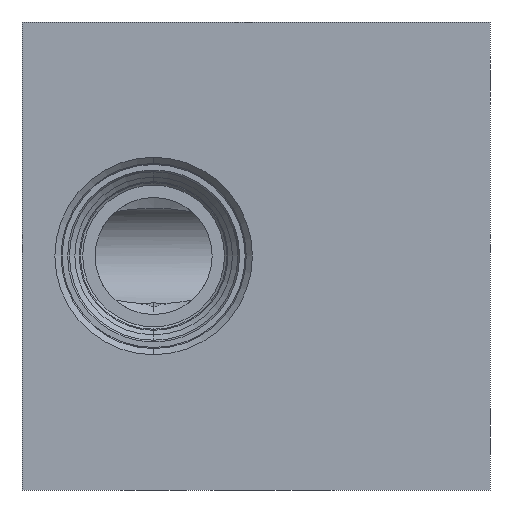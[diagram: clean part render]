
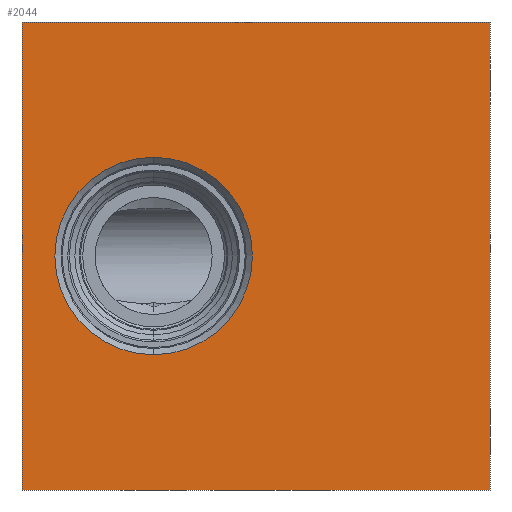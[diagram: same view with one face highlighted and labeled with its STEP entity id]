
A CAD part, front view. The second image highlights one B-rep face of the part: STEP entity #2044.
In plain terms, the highlighted planar face has unit normal (0, -1, 0).
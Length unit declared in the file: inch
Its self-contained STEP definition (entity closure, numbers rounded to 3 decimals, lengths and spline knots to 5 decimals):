
#5=DIRECTION('',(1.,0.,0.));
#6=VECTOR('',#5,4.);
#7=CARTESIAN_POINT('',(0.,-5.5,0.));
#8=LINE('',#7,#6);
#75=DIRECTION('',(0.,0.,1.));
#76=VECTOR('',#75,4.);
#77=CARTESIAN_POINT('',(4.,-5.5,0.));
#78=LINE('',#77,#76);
#99=DIRECTION('',(0.,0.,1.));
#100=VECTOR('',#99,4.);
#101=CARTESIAN_POINT('',(0.,-5.5,0.));
#102=LINE('',#101,#100);
#103=CARTESIAN_POINT('',(1.125,-5.5,2.));
#104=DIRECTION('',(0.,1.,0.));
#105=DIRECTION('',(0.,0.,-1.));
#106=AXIS2_PLACEMENT_3D('',#103,#104,#105);
#108=CARTESIAN_POINT('',(1.125,-5.5,2.));
#109=DIRECTION('',(0.,1.,0.));
#110=DIRECTION('',(0.,0.,1.));
#111=AXIS2_PLACEMENT_3D('',#108,#109,#110);
#125=DIRECTION('',(1.,0.,0.));
#126=VECTOR('',#125,4.);
#127=CARTESIAN_POINT('',(0.,-5.5,4.));
#128=LINE('',#127,#126);
#1670=CARTESIAN_POINT('',(0.,-5.5,0.));
#1672=VERTEX_POINT('',#1670);
#1673=CARTESIAN_POINT('',(4.,-5.5,0.));
#1674=VERTEX_POINT('',#1673);
#1678=CARTESIAN_POINT('',(0.,-5.5,4.));
#1680=VERTEX_POINT('',#1678);
#1681=CARTESIAN_POINT('',(4.,-5.5,4.));
#1682=VERTEX_POINT('',#1681);
#1840=CARTESIAN_POINT('',(1.125,-5.5,1.156));
#1841=CARTESIAN_POINT('',(1.125,-5.5,2.844));
#1842=VERTEX_POINT('',#1840);
#1843=VERTEX_POINT('',#1841);
#2026=CARTESIAN_POINT('',(0.,-5.5,0.));
#2027=DIRECTION('',(0.,-1.,0.));
#2028=DIRECTION('',(1.,0.,0.));
#2029=AXIS2_PLACEMENT_3D('',#2026,#2027,#2028);
#2030=PLANE('',#2029);
#2031=ORIENTED_EDGE('',*,*,#1932,.F.);
#2032=ORIENTED_EDGE('',*,*,#1963,.T.);
#2034=ORIENTED_EDGE('',*,*,#2033,.T.);
#2035=ORIENTED_EDGE('',*,*,#2006,.F.);
#2036=EDGE_LOOP('',(#2031,#2032,#2034,#2035));
#2037=FACE_OUTER_BOUND('',#2036,.F.);
#2039=ORIENTED_EDGE('',*,*,#2038,.F.);
#2041=ORIENTED_EDGE('',*,*,#2040,.F.);
#2042=EDGE_LOOP('',(#2039,#2041));
#2043=FACE_BOUND('',#2042,.F.);
#2044=ADVANCED_FACE('',(#2037,#2043),#2030,.T.);
#107=CIRCLE('',#106,0.844);
#112=CIRCLE('',#111,0.844);
#1932=EDGE_CURVE('',#1672,#1674,#8,.T.);
#1963=EDGE_CURVE('',#1672,#1680,#102,.T.);
#2006=EDGE_CURVE('',#1674,#1682,#78,.T.);
#2033=EDGE_CURVE('',#1680,#1682,#128,.T.);
#2038=EDGE_CURVE('',#1842,#1843,#107,.T.);
#2040=EDGE_CURVE('',#1843,#1842,#112,.T.);
